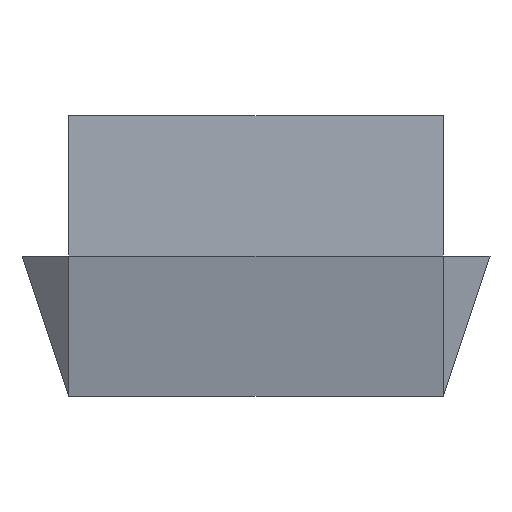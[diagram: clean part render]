
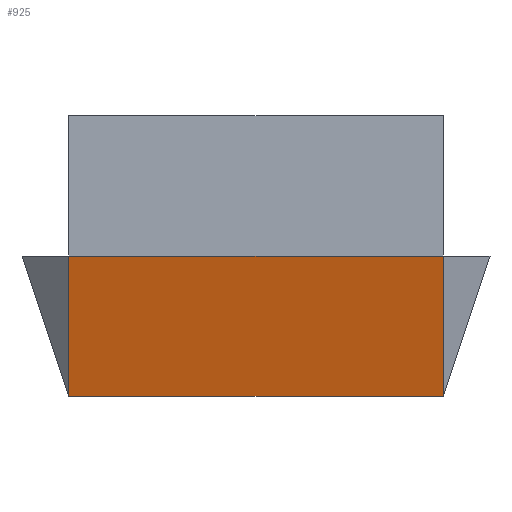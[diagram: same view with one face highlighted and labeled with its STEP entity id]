
A CAD part, front view. The second image highlights one B-rep face of the part: STEP entity #925.
In plain terms, the highlighted planar face has unit normal (0, -0.97, -0.242).
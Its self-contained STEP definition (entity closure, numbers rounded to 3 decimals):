
#35=PLANE('',#1015);
#80=FACE_OUTER_BOUND('',#139,.T.);
#139=EDGE_LOOP('',(#703,#704,#705,#706));
#200=LINE('',#1437,#294);
#205=LINE('',#1449,#299);
#207=LINE('',#1453,#301);
#208=LINE('',#1454,#302);
#294=VECTOR('',#1152,10.);
#299=VECTOR('',#1165,10.);
#301=VECTOR('',#1171,10.);
#302=VECTOR('',#1172,10.);
#432=VERTEX_POINT('',#1421);
#433=VERTEX_POINT('',#1423);
#438=VERTEX_POINT('',#1435);
#441=VERTEX_POINT('',#1447);
#532=EDGE_CURVE('',#432,#438,#200,.T.);
#538=EDGE_CURVE('',#433,#441,#205,.T.);
#540=EDGE_CURVE('',#441,#438,#207,.T.);
#541=EDGE_CURVE('',#433,#432,#208,.T.);
#703=ORIENTED_EDGE('',*,*,#532,.T.);
#704=ORIENTED_EDGE('',*,*,#540,.F.);
#705=ORIENTED_EDGE('',*,*,#538,.F.);
#706=ORIENTED_EDGE('',*,*,#541,.T.);
#925=ADVANCED_FACE('',(#80),#35,.T.);
#1015=AXIS2_PLACEMENT_3D('',#1452,#1169,#1170);
#1152=DIRECTION('',(0.,0.243,-0.97));
#1165=DIRECTION('',(0.,0.243,-0.97));
#1169=DIRECTION('center_axis',(0.,-0.97,-0.243));
#1170=DIRECTION('ref_axis',(0.,-0.243,0.97));
#1171=DIRECTION('',(-1.,0.,0.));
#1172=DIRECTION('',(-1.,0.,0.));
#1421=CARTESIAN_POINT('',(-80.,0.,-30.));
#1423=CARTESIAN_POINT('',(80.,0.,-30.));
#1435=CARTESIAN_POINT('',(-80.,15.,-90.));
#1437=CARTESIAN_POINT('',(-80.,11.471,-75.882));
#1447=CARTESIAN_POINT('',(80.,15.,-90.));
#1449=CARTESIAN_POINT('',(80.,0.,-30.));
#1452=CARTESIAN_POINT('Origin',(80.,15.,-90.));
#1453=CARTESIAN_POINT('',(80.,15.,-90.));
#1454=CARTESIAN_POINT('',(80.,0.,-30.));
